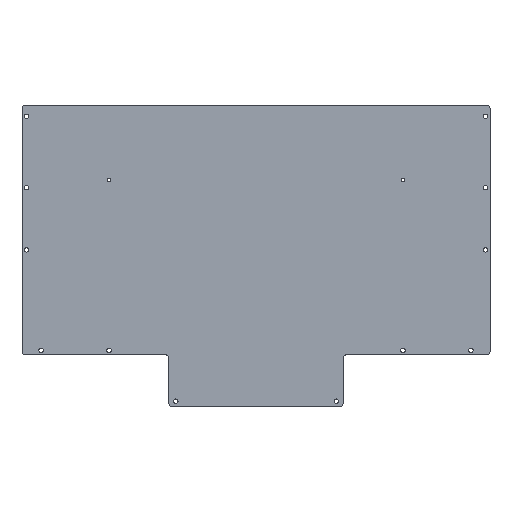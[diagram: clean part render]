
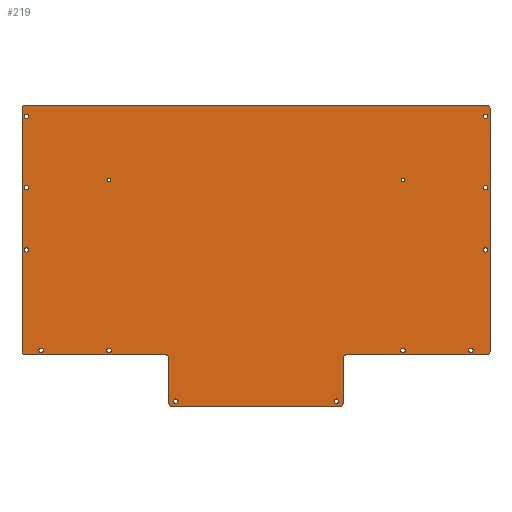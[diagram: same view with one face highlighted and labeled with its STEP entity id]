
A CAD part, front view. The second image highlights one B-rep face of the part: STEP entity #219.
In plain terms, the highlighted planar face has unit normal (0, -1, 0).
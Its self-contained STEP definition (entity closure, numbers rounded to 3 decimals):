
#97=FACE_BOUND('',#281,.T.);
#98=FACE_BOUND('',#282,.T.);
#99=FACE_BOUND('',#283,.T.);
#100=FACE_BOUND('',#284,.T.);
#101=FACE_BOUND('',#285,.T.);
#102=FACE_BOUND('',#286,.T.);
#103=FACE_BOUND('',#287,.T.);
#104=FACE_BOUND('',#288,.T.);
#105=FACE_BOUND('',#289,.T.);
#106=FACE_BOUND('',#290,.T.);
#107=FACE_BOUND('',#291,.T.);
#108=FACE_BOUND('',#292,.T.);
#109=FACE_BOUND('',#293,.T.);
#110=FACE_BOUND('',#294,.T.);
#111=FACE_BOUND('',#295,.T.);
#163=CIRCLE('',#732,2.);
#164=CIRCLE('',#733,2.);
#165=CIRCLE('',#734,2.);
#166=CIRCLE('',#735,2.);
#167=CIRCLE('',#736,1.5);
#168=CIRCLE('',#737,1.5);
#169=CIRCLE('',#738,2.);
#170=CIRCLE('',#739,2.);
#171=CIRCLE('',#740,2.);
#172=CIRCLE('',#741,2.);
#173=CIRCLE('',#742,2.);
#174=CIRCLE('',#743,2.);
#175=CIRCLE('',#744,2.);
#176=CIRCLE('',#745,2.);
#177=CIRCLE('',#746,3.);
#178=CIRCLE('',#747,3.);
#179=CIRCLE('',#748,3.);
#180=CIRCLE('',#749,3.);
#181=CIRCLE('',#750,3.);
#182=CIRCLE('',#751,3.);
#183=CIRCLE('',#752,3.);
#184=CIRCLE('',#753,3.);
#219=ADVANCED_FACE('',(#97,#98,#99,#100,#101,#102,#103,#104,#105,#106,#107,
#108,#109,#110,#111),#255,.T.);
#255=PLANE('',#754);
#281=EDGE_LOOP('',(#387));
#282=EDGE_LOOP('',(#388));
#283=EDGE_LOOP('',(#389));
#284=EDGE_LOOP('',(#390));
#285=EDGE_LOOP('',(#391));
#286=EDGE_LOOP('',(#392));
#287=EDGE_LOOP('',(#393));
#288=EDGE_LOOP('',(#394));
#289=EDGE_LOOP('',(#395));
#290=EDGE_LOOP('',(#396));
#291=EDGE_LOOP('',(#397));
#292=EDGE_LOOP('',(#398));
#293=EDGE_LOOP('',(#399));
#294=EDGE_LOOP('',(#400));
#295=EDGE_LOOP('',(#401,#402,#403,#404,#405,#406,#407,#408,#409,#410,#411,
#412,#413,#414,#415,#416));
#387=ORIENTED_EDGE('',*,*,#611,.F.);
#388=ORIENTED_EDGE('',*,*,#612,.F.);
#389=ORIENTED_EDGE('',*,*,#613,.F.);
#390=ORIENTED_EDGE('',*,*,#614,.F.);
#391=ORIENTED_EDGE('',*,*,#615,.F.);
#392=ORIENTED_EDGE('',*,*,#616,.F.);
#393=ORIENTED_EDGE('',*,*,#617,.T.);
#394=ORIENTED_EDGE('',*,*,#618,.T.);
#395=ORIENTED_EDGE('',*,*,#619,.T.);
#396=ORIENTED_EDGE('',*,*,#620,.T.);
#397=ORIENTED_EDGE('',*,*,#621,.T.);
#398=ORIENTED_EDGE('',*,*,#622,.T.);
#399=ORIENTED_EDGE('',*,*,#623,.T.);
#400=ORIENTED_EDGE('',*,*,#624,.T.);
#401=ORIENTED_EDGE('',*,*,#609,.T.);
#402=ORIENTED_EDGE('',*,*,#625,.T.);
#403=ORIENTED_EDGE('',*,*,#579,.T.);
#404=ORIENTED_EDGE('',*,*,#626,.T.);
#405=ORIENTED_EDGE('',*,*,#583,.T.);
#406=ORIENTED_EDGE('',*,*,#627,.T.);
#407=ORIENTED_EDGE('',*,*,#589,.T.);
#408=ORIENTED_EDGE('',*,*,#628,.T.);
#409=ORIENTED_EDGE('',*,*,#593,.T.);
#410=ORIENTED_EDGE('',*,*,#629,.T.);
#411=ORIENTED_EDGE('',*,*,#597,.T.);
#412=ORIENTED_EDGE('',*,*,#630,.T.);
#413=ORIENTED_EDGE('',*,*,#599,.T.);
#414=ORIENTED_EDGE('',*,*,#631,.T.);
#415=ORIENTED_EDGE('',*,*,#605,.T.);
#416=ORIENTED_EDGE('',*,*,#632,.T.);
#515=VERTEX_POINT('',#1012);
#516=VERTEX_POINT('',#1013);
#519=VERTEX_POINT('',#1021);
#520=VERTEX_POINT('',#1022);
#525=VERTEX_POINT('',#1033);
#526=VERTEX_POINT('',#1035);
#529=VERTEX_POINT('',#1042);
#530=VERTEX_POINT('',#1044);
#533=VERTEX_POINT('',#1051);
#534=VERTEX_POINT('',#1053);
#535=VERTEX_POINT('',#1057);
#536=VERTEX_POINT('',#1058);
#541=VERTEX_POINT('',#1069);
#542=VERTEX_POINT('',#1071);
#545=VERTEX_POINT('',#1078);
#546=VERTEX_POINT('',#1080);
#547=VERTEX_POINT('',#1084);
#548=VERTEX_POINT('',#1086);
#549=VERTEX_POINT('',#1088);
#550=VERTEX_POINT('',#1090);
#551=VERTEX_POINT('',#1092);
#552=VERTEX_POINT('',#1094);
#553=VERTEX_POINT('',#1096);
#554=VERTEX_POINT('',#1098);
#555=VERTEX_POINT('',#1100);
#556=VERTEX_POINT('',#1102);
#557=VERTEX_POINT('',#1104);
#558=VERTEX_POINT('',#1106);
#559=VERTEX_POINT('',#1108);
#560=VERTEX_POINT('',#1110);
#579=EDGE_CURVE('',#515,#516,#659,.T.);
#583=EDGE_CURVE('',#519,#520,#663,.T.);
#589=EDGE_CURVE('',#526,#525,#669,.T.);
#593=EDGE_CURVE('',#530,#529,#673,.T.);
#597=EDGE_CURVE('',#534,#533,#677,.T.);
#599=EDGE_CURVE('',#535,#536,#679,.T.);
#605=EDGE_CURVE('',#542,#541,#685,.T.);
#609=EDGE_CURVE('',#546,#545,#689,.T.);
#611=EDGE_CURVE('',#547,#547,#163,.T.);
#612=EDGE_CURVE('',#548,#548,#164,.T.);
#613=EDGE_CURVE('',#549,#549,#165,.T.);
#614=EDGE_CURVE('',#550,#550,#166,.T.);
#615=EDGE_CURVE('',#551,#551,#167,.T.);
#616=EDGE_CURVE('',#552,#552,#168,.T.);
#617=EDGE_CURVE('',#553,#553,#169,.T.);
#618=EDGE_CURVE('',#554,#554,#170,.T.);
#619=EDGE_CURVE('',#555,#555,#171,.T.);
#620=EDGE_CURVE('',#556,#556,#172,.T.);
#621=EDGE_CURVE('',#557,#557,#173,.T.);
#622=EDGE_CURVE('',#558,#558,#174,.T.);
#623=EDGE_CURVE('',#559,#559,#175,.T.);
#624=EDGE_CURVE('',#560,#560,#176,.T.);
#625=EDGE_CURVE('',#545,#515,#177,.T.);
#626=EDGE_CURVE('',#516,#519,#178,.T.);
#627=EDGE_CURVE('',#520,#526,#179,.T.);
#628=EDGE_CURVE('',#525,#530,#180,.T.);
#629=EDGE_CURVE('',#529,#534,#181,.T.);
#630=EDGE_CURVE('',#533,#535,#182,.T.);
#631=EDGE_CURVE('',#536,#542,#183,.T.);
#632=EDGE_CURVE('',#541,#546,#184,.T.);
#659=LINE('',#1011,#691);
#663=LINE('',#1020,#695);
#669=LINE('',#1034,#701);
#673=LINE('',#1043,#705);
#677=LINE('',#1052,#709);
#679=LINE('',#1056,#711);
#685=LINE('',#1070,#717);
#689=LINE('',#1079,#721);
#691=VECTOR('',#810,1.);
#695=VECTOR('',#816,1.);
#701=VECTOR('',#824,1.);
#705=VECTOR('',#830,1.);
#709=VECTOR('',#836,1.);
#711=VECTOR('',#840,1.);
#717=VECTOR('',#848,1.);
#721=VECTOR('',#854,1.);
#732=AXIS2_PLACEMENT_3D('',#1083,#858,#859);
#733=AXIS2_PLACEMENT_3D('',#1085,#860,#861);
#734=AXIS2_PLACEMENT_3D('',#1087,#862,#863);
#735=AXIS2_PLACEMENT_3D('',#1089,#864,#865);
#736=AXIS2_PLACEMENT_3D('',#1091,#866,#867);
#737=AXIS2_PLACEMENT_3D('',#1093,#868,#869);
#738=AXIS2_PLACEMENT_3D('',#1095,#870,#871);
#739=AXIS2_PLACEMENT_3D('',#1097,#872,#873);
#740=AXIS2_PLACEMENT_3D('',#1099,#874,#875);
#741=AXIS2_PLACEMENT_3D('',#1101,#876,#877);
#742=AXIS2_PLACEMENT_3D('',#1103,#878,#879);
#743=AXIS2_PLACEMENT_3D('',#1105,#880,#881);
#744=AXIS2_PLACEMENT_3D('',#1107,#882,#883);
#745=AXIS2_PLACEMENT_3D('',#1109,#884,#885);
#746=AXIS2_PLACEMENT_3D('',#1111,#886,#887);
#747=AXIS2_PLACEMENT_3D('',#1112,#888,#889);
#748=AXIS2_PLACEMENT_3D('',#1113,#890,#891);
#749=AXIS2_PLACEMENT_3D('',#1114,#892,#893);
#750=AXIS2_PLACEMENT_3D('',#1115,#894,#895);
#751=AXIS2_PLACEMENT_3D('',#1116,#896,#897);
#752=AXIS2_PLACEMENT_3D('',#1117,#898,#899);
#753=AXIS2_PLACEMENT_3D('',#1118,#900,#901);
#754=AXIS2_PLACEMENT_3D('',#1119,#902,#903);
#810=DIRECTION('',(1.,0.,0.));
#816=DIRECTION('',(0.,0.,1.));
#824=DIRECTION('',(1.,0.,0.));
#830=DIRECTION('',(0.,0.,1.));
#836=DIRECTION('',(-1.,0.,0.));
#840=DIRECTION('',(0.,0.,-1.));
#848=DIRECTION('',(1.,0.,0.));
#854=DIRECTION('',(0.,0.,-1.));
#858=DIRECTION('',(0.,-1.,0.));
#859=DIRECTION('',(0.,0.,-1.));
#860=DIRECTION('',(0.,-1.,0.));
#861=DIRECTION('',(0.,0.,-1.));
#862=DIRECTION('',(0.,-1.,0.));
#863=DIRECTION('',(0.,0.,-1.));
#864=DIRECTION('',(0.,-1.,0.));
#865=DIRECTION('',(0.,0.,-1.));
#866=DIRECTION('',(0.,-1.,0.));
#867=DIRECTION('',(0.,0.,-1.));
#868=DIRECTION('',(0.,-1.,0.));
#869=DIRECTION('',(0.,0.,-1.));
#870=DIRECTION('',(0.,1.,0.));
#871=DIRECTION('',(0.,0.,1.));
#872=DIRECTION('',(0.,1.,0.));
#873=DIRECTION('',(0.,0.,1.));
#874=DIRECTION('',(0.,1.,0.));
#875=DIRECTION('',(0.,0.,1.));
#876=DIRECTION('',(0.,1.,0.));
#877=DIRECTION('',(0.,0.,1.));
#878=DIRECTION('',(0.,1.,0.));
#879=DIRECTION('',(0.,0.,1.));
#880=DIRECTION('',(0.,1.,0.));
#881=DIRECTION('',(0.,0.,1.));
#882=DIRECTION('',(0.,1.,0.));
#883=DIRECTION('',(0.,0.,1.));
#884=DIRECTION('',(0.,1.,0.));
#885=DIRECTION('',(0.,0.,1.));
#886=DIRECTION('',(0.,-1.,0.));
#887=DIRECTION('',(0.,0.,-1.));
#888=DIRECTION('',(0.,-1.,0.));
#889=DIRECTION('',(0.,0.,-1.));
#890=DIRECTION('',(0.,1.,0.));
#891=DIRECTION('',(0.,0.,-1.));
#892=DIRECTION('',(0.,-1.,0.));
#893=DIRECTION('',(0.,0.,-1.));
#894=DIRECTION('',(0.,-1.,0.));
#895=DIRECTION('',(0.,0.,-1.));
#896=DIRECTION('',(0.,-1.,0.));
#897=DIRECTION('',(0.,0.,-1.));
#898=DIRECTION('',(0.,-1.,0.));
#899=DIRECTION('',(0.,0.,-1.));
#900=DIRECTION('',(0.,1.,0.));
#901=DIRECTION('',(0.,0.,-1.));
#902=DIRECTION('',(0.,-1.,0.));
#903=DIRECTION('',(0.,0.,-1.));
#1011=CARTESIAN_POINT('',(-87.5,-1.,-14.25));
#1012=CARTESIAN_POINT('',(-74.,-1.,-14.25));
#1013=CARTESIAN_POINT('',(74.,-1.,-14.25));
#1020=CARTESIAN_POINT('',(77.,-1.,0.));
#1021=CARTESIAN_POINT('',(77.,-1.,-11.25));
#1022=CARTESIAN_POINT('',(77.,-1.,28.75));
#1033=CARTESIAN_POINT('',(204.,-1.,31.75));
#1034=CARTESIAN_POINT('',(87.5,-1.,31.75));
#1035=CARTESIAN_POINT('',(80.,-1.,31.75));
#1042=CARTESIAN_POINT('',(207.,-1.,249.75));
#1043=CARTESIAN_POINT('',(207.,-1.,58.));
#1044=CARTESIAN_POINT('',(207.,-1.,34.75));
#1051=CARTESIAN_POINT('',(-204.,-1.,252.75));
#1052=CARTESIAN_POINT('',(207.5,-1.,252.75));
#1053=CARTESIAN_POINT('',(204.,-1.,252.75));
#1056=CARTESIAN_POINT('',(-207.,-1.,257.5));
#1057=CARTESIAN_POINT('',(-207.,-1.,249.75));
#1058=CARTESIAN_POINT('',(-207.,-1.,34.75));
#1069=CARTESIAN_POINT('',(-80.,-1.,31.75));
#1070=CARTESIAN_POINT('',(-207.5,-1.,31.75));
#1071=CARTESIAN_POINT('',(-204.,-1.,31.75));
#1078=CARTESIAN_POINT('',(-77.,-1.,-11.25));
#1079=CARTESIAN_POINT('',(-77.,-1.,58.));
#1080=CARTESIAN_POINT('',(-77.,-1.,28.75));
#1083=CARTESIAN_POINT('',(-203.,-1.,179.75));
#1084=CARTESIAN_POINT('',(-203.,-1.,177.75));
#1085=CARTESIAN_POINT('',(-203.,-1.,124.75));
#1086=CARTESIAN_POINT('',(-203.,-1.,122.75));
#1087=CARTESIAN_POINT('',(203.,-1.,124.75));
#1088=CARTESIAN_POINT('',(203.,-1.,122.75));
#1089=CARTESIAN_POINT('',(203.,-1.,179.75));
#1090=CARTESIAN_POINT('',(203.,-1.,177.75));
#1091=CARTESIAN_POINT('',(-130.,-1.,186.55));
#1092=CARTESIAN_POINT('',(-130.,-1.,185.05));
#1093=CARTESIAN_POINT('',(130.,-1.,186.55));
#1094=CARTESIAN_POINT('',(130.,-1.,185.05));
#1095=CARTESIAN_POINT('',(-190.,-1.,35.75));
#1096=CARTESIAN_POINT('',(-190.,-1.,37.75));
#1097=CARTESIAN_POINT('',(-130.,-1.,35.75));
#1098=CARTESIAN_POINT('',(-130.,-1.,37.75));
#1099=CARTESIAN_POINT('',(-71.,-1.,-9.25));
#1100=CARTESIAN_POINT('',(-71.,-1.,-7.25));
#1101=CARTESIAN_POINT('',(-203.,-1.,242.75));
#1102=CARTESIAN_POINT('',(-203.,-1.,244.75));
#1103=CARTESIAN_POINT('',(190.,-1.,35.75));
#1104=CARTESIAN_POINT('',(190.,-1.,37.75));
#1105=CARTESIAN_POINT('',(130.,-1.,35.75));
#1106=CARTESIAN_POINT('',(130.,-1.,37.75));
#1107=CARTESIAN_POINT('',(71.,-1.,-9.25));
#1108=CARTESIAN_POINT('',(71.,-1.,-7.25));
#1109=CARTESIAN_POINT('',(203.,-1.,242.75));
#1110=CARTESIAN_POINT('',(203.,-1.,244.75));
#1111=CARTESIAN_POINT('',(-74.,-1.,-11.25));
#1112=CARTESIAN_POINT('',(74.,-1.,-11.25));
#1113=CARTESIAN_POINT('',(80.,-1.,28.75));
#1114=CARTESIAN_POINT('',(204.,-1.,34.75));
#1115=CARTESIAN_POINT('',(204.,-1.,249.75));
#1116=CARTESIAN_POINT('',(-204.,-1.,249.75));
#1117=CARTESIAN_POINT('',(-204.,-1.,34.75));
#1118=CARTESIAN_POINT('',(-80.,-1.,28.75));
#1119=CARTESIAN_POINT('',(0.,-1.,0.));
